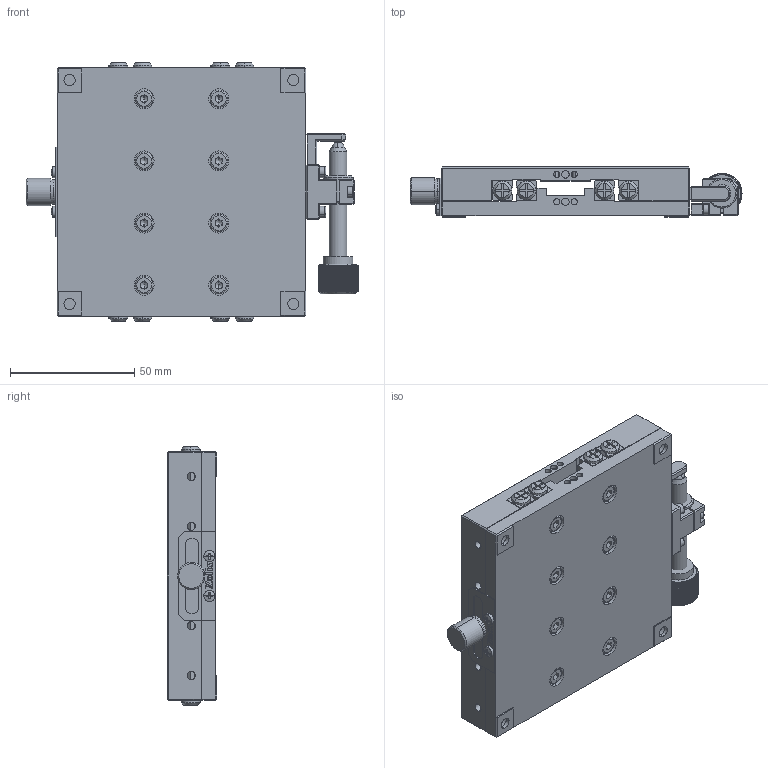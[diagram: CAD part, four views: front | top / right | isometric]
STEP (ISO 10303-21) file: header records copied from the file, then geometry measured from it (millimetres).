
FILE_DESCRIPTION (( 'STEP AP203' ), '1' );
FILE_NAME ('AK25-10020SL.step', '2019-05-08T06:36:00', ( '' ), ( '' ), 'SwSTEP 2.0', 'SolidWorks 2017', '' );
FILE_SCHEMA (( 'CONFIG_CONTROL_DESIGN' ));
Length unit declared in the file: millimetre
Products named in the file (1): AK25-10020SL
Bounding box: 133.5 x 20 x 104 mm (x, y, z)
Surface area: 70596.4 mm2 (no closed solid volume)
Topology: 0 solids, 41 shells, 1273 faces, 3952 edges, 2592 vertices
Faces by surface type: plane 760, cylinder 294, cone 171, torus 42, sphere 6
Entity records: 44443 total; most frequent: CARTESIAN_POINT 10017, DIRECTION 7071, ORIENTED_EDGE 6758, EDGE_CURVE 3912, VERTEX_POINT 2592, AXIS2_PLACEMENT_3D 2427, VECTOR 2217, LINE 2217
